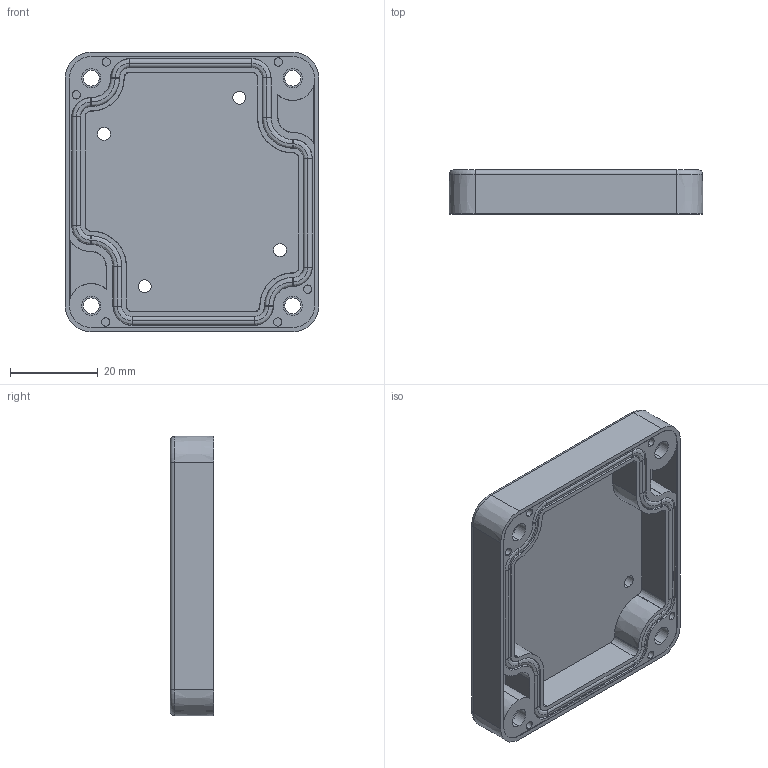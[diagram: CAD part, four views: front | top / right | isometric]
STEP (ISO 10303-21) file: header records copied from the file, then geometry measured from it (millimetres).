
FILE_DESCRIPTION (( 'STEP AP214' ), '1' );
FILE_NAME ('WC-20F_Lid.STEP', '2024-09-19T18:19:21', ( '' ), ( '' ), 'SwSTEP 2.0', 'SolidWorks 2024', '' );
FILE_SCHEMA (( 'AUTOMOTIVE_DESIGN' ));
Length unit declared in the file: millimetre
Products named in the file (1): WC-20F_Lid
Bounding box: 57.96 x 10.01 x 63.93 mm (x, y, z)
Volume: 16991.8 mm3; surface area: 15190.2 mm2
Topology: 2 solids, 2 shells, 248 faces, 598 edges, 380 vertices
Faces by surface type: cylinder 92, plane 80, bspline 48, cone 24, torus 4
Entity records: 8120 total; most frequent: CARTESIAN_POINT 2301, DIRECTION 1206, ORIENTED_EDGE 1196, EDGE_CURVE 598, AXIS2_PLACEMENT_3D 461, VERTEX_POINT 380, EDGE_LOOP 292, LINE 284
